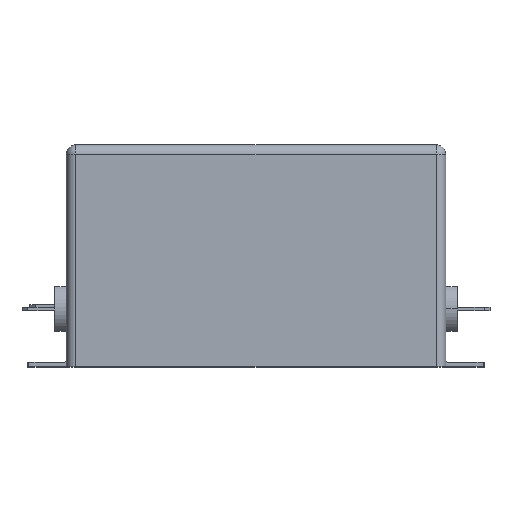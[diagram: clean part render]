
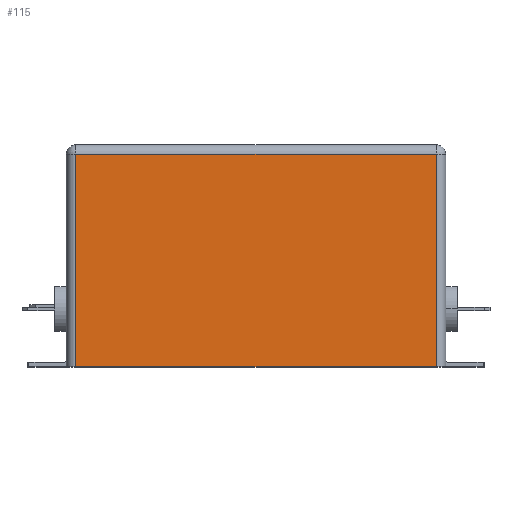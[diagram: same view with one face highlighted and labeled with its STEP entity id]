
A CAD part, top view. The second image highlights one B-rep face of the part: STEP entity #115.
In plain terms, the highlighted planar face has unit normal (0, 0, 1).
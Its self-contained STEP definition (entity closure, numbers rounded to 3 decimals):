
#115 = ADVANCED_FACE ( 'NONE', ( #2231 ), #1963, .T. ) ;
#150 = LINE ( 'NONE', #415, #2055 ) ;
#179 = CARTESIAN_POINT ( 'NONE',  ( -46.75, 57.6, 42.75 ) ) ;
#181 = CARTESIAN_POINT ( 'NONE',  ( -46.75, 55.1, 42.75 ) ) ;
#301 = VERTEX_POINT ( 'NONE', #2577 ) ;
#358 = CARTESIAN_POINT ( 'NONE',  ( 46.75, 0., 42.75 ) ) ;
#415 = CARTESIAN_POINT ( 'NONE',  ( -49.25, 55.1, 42.75 ) ) ;
#453 = VECTOR ( 'NONE', #2433, 1000. ) ;
#557 = CARTESIAN_POINT ( 'NONE',  ( 46.75, 55.1, 42.75 ) ) ;
#739 = VECTOR ( 'NONE', #1881, 1000. ) ;
#828 = DIRECTION ( 'NONE',  ( 0., 0., 1. ) ) ;
#928 = LINE ( 'NONE', #2545, #2801 ) ;
#1179 = EDGE_CURVE ( 'NONE', #1693, #301, #4271, .T. ) ;
#1438 = EDGE_CURVE ( 'NONE', #1689, #1693, #150, .T. ) ;
#1494 = CARTESIAN_POINT ( 'NONE',  ( 49.25, 0., 42.75 ) ) ;
#1521 = DIRECTION ( 'NONE',  ( -1., 0., 0. ) ) ;
#1566 = CARTESIAN_POINT ( 'NONE',  ( 49.25, 57.6, 42.75 ) ) ;
#1689 = VERTEX_POINT ( 'NONE', #557 ) ;
#1693 = VERTEX_POINT ( 'NONE', #181 ) ;
#1881 = DIRECTION ( 'NONE',  ( -1., 0., 0. ) ) ;
#1892 = ORIENTED_EDGE ( 'NONE', *, *, #1179, .T. ) ;
#1952 = EDGE_CURVE ( 'NONE', #2943, #1689, #928, .T. ) ;
#1963 = PLANE ( 'NONE',  #3058 ) ;
#2016 = ORIENTED_EDGE ( 'NONE', *, *, #1438, .T. ) ;
#2055 = VECTOR ( 'NONE', #1521, 1000. ) ;
#2187 = DIRECTION ( 'NONE',  ( 0., 1., 0. ) ) ;
#2191 = ORIENTED_EDGE ( 'NONE', *, *, #1952, .T. ) ;
#2205 = EDGE_CURVE ( 'NONE', #2943, #301, #4535, .T. ) ;
#2231 = FACE_OUTER_BOUND ( 'NONE', #3644, .T. ) ;
#2338 = DIRECTION ( 'NONE',  ( 1., 0., 0. ) ) ;
#2433 = DIRECTION ( 'NONE',  ( 0., -1., 0. ) ) ;
#2545 = CARTESIAN_POINT ( 'NONE',  ( 46.75, 57.6, 42.75 ) ) ;
#2577 = CARTESIAN_POINT ( 'NONE',  ( -46.75, 0., 42.75 ) ) ;
#2657 = ORIENTED_EDGE ( 'NONE', *, *, #2205, .F. ) ;
#2801 = VECTOR ( 'NONE', #2187, 1000. ) ;
#2943 = VERTEX_POINT ( 'NONE', #358 ) ;
#3058 = AXIS2_PLACEMENT_3D ( 'NONE', #1566, #828, #2338 ) ;
#3644 = EDGE_LOOP ( 'NONE', ( #2657, #2191, #2016, #1892 ) ) ;
#4271 = LINE ( 'NONE', #179, #453 ) ;
#4535 = LINE ( 'NONE', #1494, #739 ) ;
